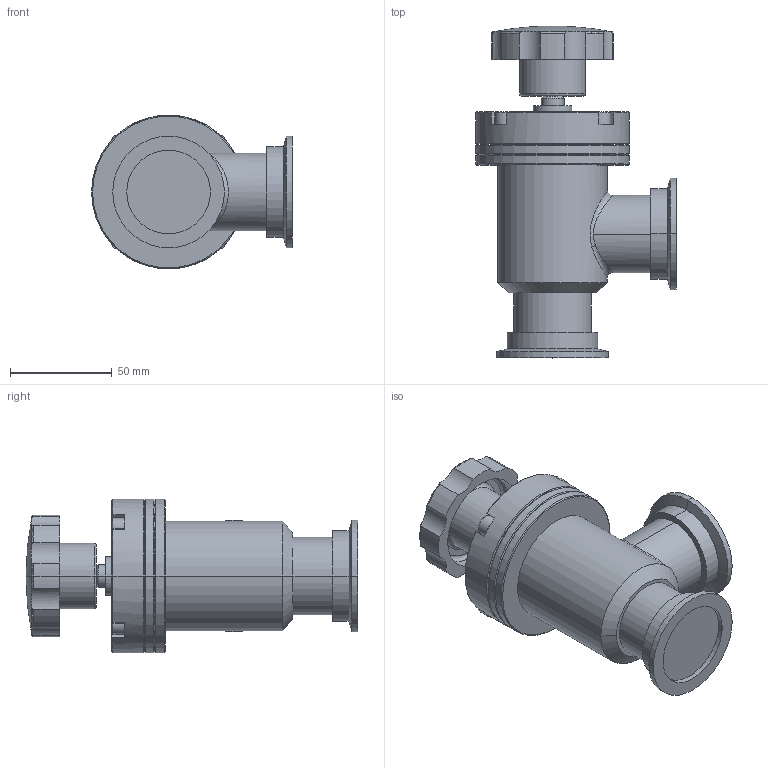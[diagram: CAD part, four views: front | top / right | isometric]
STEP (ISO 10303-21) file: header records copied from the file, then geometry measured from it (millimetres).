
FILE_DESCRIPTION (( 'STEP AP214' ), '1' );
FILE_NAME ('300113010016.STEP', '2021-01-27T01:55:45', ( 'admin' ), ( '' ), 'SwSTEP 2.0', 'SolidWorks 2018', '' );
FILE_SCHEMA (( 'AUTOMOTIVE_DESIGN' ));
Length unit declared in the file: millimetre
Products named in the file (1): 300113010016
Bounding box: 98.9 x 163.5 x 75.8 mm (x, y, z)
Volume: 395928.8 mm3; surface area: 56282.5 mm2
Topology: 1 solids, 1 shells, 193 faces, 485 edges, 310 vertices
Faces by surface type: cylinder 65, plane 64, cone 33, torus 15, bspline 14, sphere 2
Entity records: 7177 total; most frequent: CARTESIAN_POINT 2503, DIRECTION 985, ORIENTED_EDGE 970, EDGE_CURVE 485, AXIS2_PLACEMENT_3D 386, VERTEX_POINT 310, VECTOR 213, LINE 213
